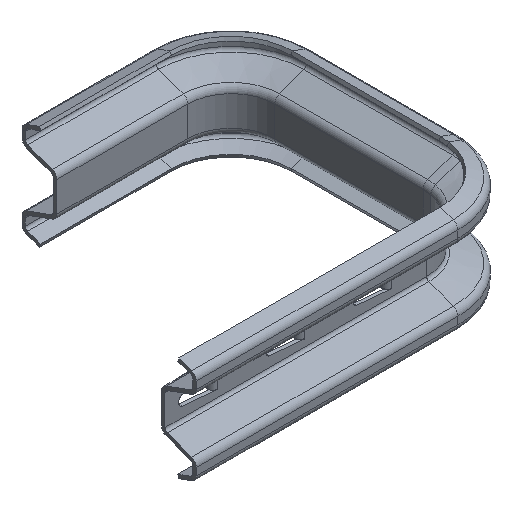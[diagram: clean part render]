
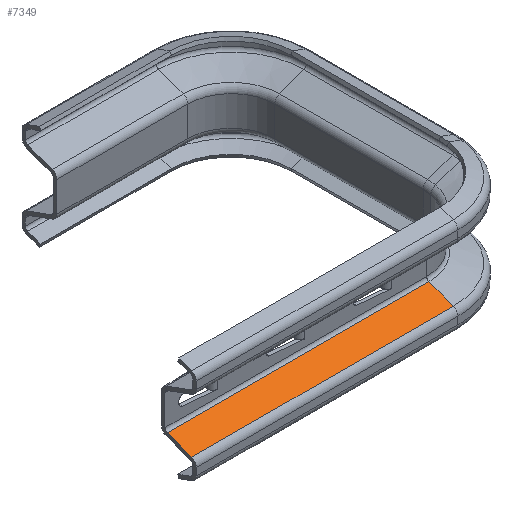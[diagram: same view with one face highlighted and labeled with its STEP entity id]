
A CAD part, isometric view. The second image highlights one B-rep face of the part: STEP entity #7349.
In plain terms, the highlighted planar face has unit normal (0, -0.342, 0.94).
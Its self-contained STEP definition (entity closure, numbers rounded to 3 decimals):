
#205 = VECTOR ( 'NONE', #6475, 1000. ) ;
#395 = EDGE_CURVE ( 'NONE', #3358, #5516, #3430, .T. ) ;
#854 = DIRECTION ( 'NONE',  ( 0., -0.342, 0.94 ) ) ;
#982 = EDGE_CURVE ( 'NONE', #1080, #5516, #6164, .T. ) ;
#1032 = CARTESIAN_POINT ( 'NONE',  ( 150., -2., -10. ) ) ;
#1080 = VERTEX_POINT ( 'NONE', #9678 ) ;
#1653 = ORIENTED_EDGE ( 'NONE', *, *, #2172, .F. ) ;
#1679 = CARTESIAN_POINT ( 'NONE',  ( 150., -17.368, -15.594 ) ) ;
#1809 = DIRECTION ( 'NONE',  ( 0., -0.94, -0.342 ) ) ;
#1819 = CARTESIAN_POINT ( 'NONE',  ( 150., -3.316, -10.479 ) ) ;
#2172 = EDGE_CURVE ( 'NONE', #8112, #3358, #6494, .T. ) ;
#2787 = CARTESIAN_POINT ( 'NONE',  ( 0., -3.316, -10.479 ) ) ;
#2826 = CARTESIAN_POINT ( 'NONE',  ( 0., -2., -10. ) ) ;
#2914 = EDGE_LOOP ( 'NONE', ( #7866, #9301, #1653, #7057 ) ) ;
#3160 = CARTESIAN_POINT ( 'NONE',  ( 0., -2., -10. ) ) ;
#3358 = VERTEX_POINT ( 'NONE', #1819 ) ;
#3430 = LINE ( 'NONE', #1032, #9136 ) ;
#3936 = VECTOR ( 'NONE', #7043, 1000. ) ;
#4132 = AXIS2_PLACEMENT_3D ( 'NONE', #3160, #854, #6292 ) ;
#4709 = PLANE ( 'NONE',  #4132 ) ;
#5236 = LINE ( 'NONE', #2826, #7550 ) ;
#5516 = VERTEX_POINT ( 'NONE', #1679 ) ;
#6164 = LINE ( 'NONE', #7279, #205 ) ;
#6242 = CARTESIAN_POINT ( 'NONE',  ( 0., -3.316, -10.479 ) ) ;
#6292 = DIRECTION ( 'NONE',  ( 0., -0.94, -0.342 ) ) ;
#6429 = EDGE_CURVE ( 'NONE', #8112, #1080, #5236, .T. ) ;
#6475 = DIRECTION ( 'NONE',  ( 1., 0., 0. ) ) ;
#6494 = LINE ( 'NONE', #6242, #3936 ) ;
#6897 = FACE_OUTER_BOUND ( 'NONE', #2914, .T. ) ;
#7043 = DIRECTION ( 'NONE',  ( 1., 0., 0. ) ) ;
#7057 = ORIENTED_EDGE ( 'NONE', *, *, #6429, .T. ) ;
#7279 = CARTESIAN_POINT ( 'NONE',  ( 0., -17.368, -15.594 ) ) ;
#7349 = ADVANCED_FACE ( 'NONE', ( #6897 ), #4709, .T. ) ;
#7550 = VECTOR ( 'NONE', #8262, 1000. ) ;
#7866 = ORIENTED_EDGE ( 'NONE', *, *, #982, .T. ) ;
#8112 = VERTEX_POINT ( 'NONE', #2787 ) ;
#8262 = DIRECTION ( 'NONE',  ( 0., -0.94, -0.342 ) ) ;
#9136 = VECTOR ( 'NONE', #1809, 1000. ) ;
#9301 = ORIENTED_EDGE ( 'NONE', *, *, #395, .F. ) ;
#9678 = CARTESIAN_POINT ( 'NONE',  ( 0., -17.368, -15.594 ) ) ;
